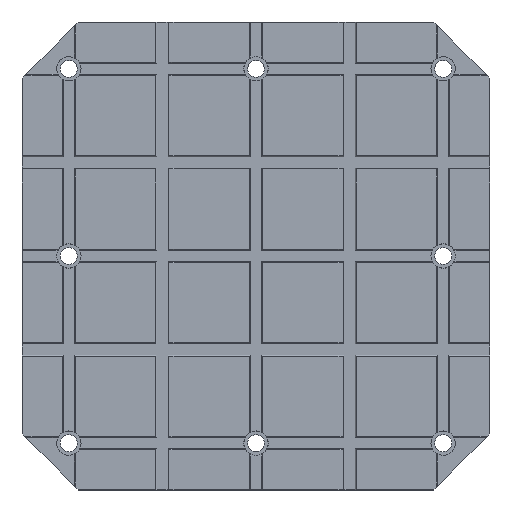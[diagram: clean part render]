
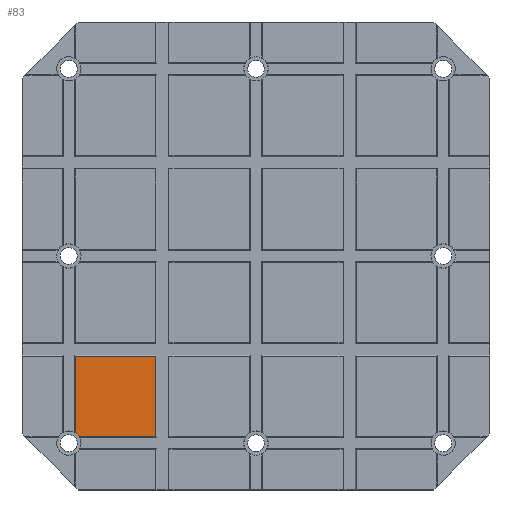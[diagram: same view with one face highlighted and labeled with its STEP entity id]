
A CAD part, top view. The second image highlights one B-rep face of the part: STEP entity #83.
In plain terms, the highlighted planar face has unit normal (0, 0, 1).
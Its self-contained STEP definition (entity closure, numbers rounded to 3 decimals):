
#83 = ADVANCED_FACE( '', ( #608 ), #609, .T. );
#608 = FACE_OUTER_BOUND( '', #1717, .T. );
#609 = PLANE( '', #1718 );
#1717 = EDGE_LOOP( '', ( #2922, #2923, #2924, #2925, #2926 ) );
#1718 = AXIS2_PLACEMENT_3D( '', #2927, #2928, #2929 );
#2922 = ORIENTED_EDGE( '', *, *, #7231, .T. );
#2923 = ORIENTED_EDGE( '', *, *, #7232, .T. );
#2924 = ORIENTED_EDGE( '', *, *, #7233, .T. );
#2925 = ORIENTED_EDGE( '', *, *, #7234, .F. );
#2926 = ORIENTED_EDGE( '', *, *, #7235, .F. );
#2927 = CARTESIAN_POINT( '', ( -250., -250., 60. ) );
#2928 = DIRECTION( '', ( 0., 0., 1. ) );
#2929 = DIRECTION( '', ( 1., 0., 0. ) );
#7231 = EDGE_CURVE( '', #8699, #8700, #8701, .T. );
#7232 = EDGE_CURVE( '', #8700, #8702, #8703, .T. );
#7233 = EDGE_CURVE( '', #8702, #8704, #8705, .T. );
#7234 = EDGE_CURVE( '', #8706, #8704, #8707, .T. );
#7235 = EDGE_CURVE( '', #8699, #8706, #8708, .T. );
#8699 = VERTEX_POINT( '', #11111 );
#8700 = VERTEX_POINT( '', #11112 );
#8701 = CIRCLE( '', #11113, 13. );
#8702 = VERTEX_POINT( '', #11114 );
#8703 = LINE( '', #11115, #11116 );
#8704 = VERTEX_POINT( '', #11117 );
#8705 = LINE( '', #11118, #11119 );
#8706 = VERTEX_POINT( '', #11120 );
#8707 = LINE( '', #11121, #11122 );
#8708 = LINE( '', #11123, #11124 );
#11111 = CARTESIAN_POINT( '', ( -193., -189.046, 60. ) );
#11112 = CARTESIAN_POINT( '', ( -189.046, -193., 60. ) );
#11113 = AXIS2_PLACEMENT_3D( '', #14516, #14517, #14518 );
#11114 = CARTESIAN_POINT( '', ( -107., -193., 60. ) );
#11115 = CARTESIAN_POINT( '', ( -250., -193., 60. ) );
#11116 = VECTOR( '', #14519, 1000. );
#11117 = CARTESIAN_POINT( '', ( -107., -107., 60. ) );
#11118 = CARTESIAN_POINT( '', ( -107., -250., 60. ) );
#11119 = VECTOR( '', #14520, 1000. );
#11120 = CARTESIAN_POINT( '', ( -193., -107., 60. ) );
#11121 = CARTESIAN_POINT( '', ( -250., -107., 60. ) );
#11122 = VECTOR( '', #14521, 1000. );
#11123 = CARTESIAN_POINT( '', ( -193., -250., 60. ) );
#11124 = VECTOR( '', #14522, 1000. );
#14516 = CARTESIAN_POINT( '', ( -200., -200., 60. ) );
#14517 = DIRECTION( '', ( 0., 0., -1. ) );
#14518 = DIRECTION( '', ( 0., -1., 0. ) );
#14519 = DIRECTION( '', ( 1., 0., 0. ) );
#14520 = DIRECTION( '', ( 0., 1., 0. ) );
#14521 = DIRECTION( '', ( 1., 0., 0. ) );
#14522 = DIRECTION( '', ( 0., 1., 0. ) );
